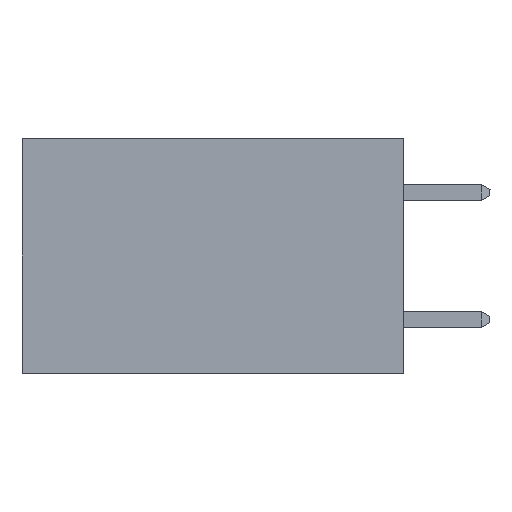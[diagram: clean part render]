
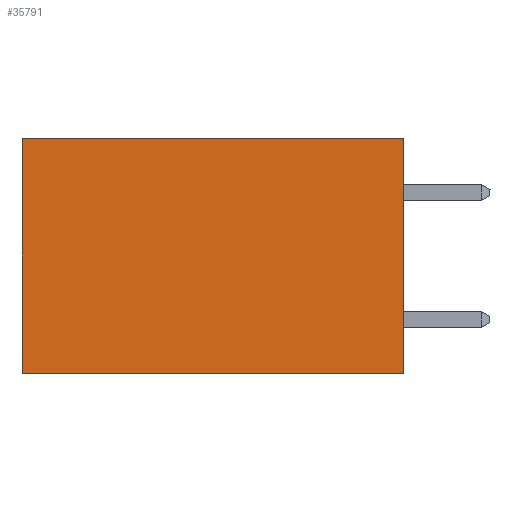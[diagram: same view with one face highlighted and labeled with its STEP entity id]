
A CAD part, left-side view. The second image highlights one B-rep face of the part: STEP entity #35791.
In plain terms, the highlighted planar face has unit normal (-1, 0, 0).
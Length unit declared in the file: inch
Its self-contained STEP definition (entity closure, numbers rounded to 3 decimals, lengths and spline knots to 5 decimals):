
#495 = EDGE_LOOP ( 'NONE', ( #7843, #23573, #39202, #19834 ) ) ;
#1400 = DIRECTION ( 'NONE',  ( 0., 0., -1. ) ) ;
#1618 = EDGE_CURVE ( 'NONE', #29413, #20204, #21265, .T. ) ;
#2466 = DIRECTION ( 'NONE',  ( 0., 1., 0. ) ) ;
#2653 = LINE ( 'NONE', #13580, #11473 ) ;
#4030 = AXIS2_PLACEMENT_3D ( 'NONE', #7109, #30177, #10481 ) ;
#4296 = CARTESIAN_POINT ( 'NONE',  ( 0.2875, 0.6, 0. ) ) ;
#6759 = VECTOR ( 'NONE', #1400, 39.37008 ) ;
#7109 = CARTESIAN_POINT ( 'NONE',  ( 0.2875, 0., 0. ) ) ;
#7348 = CARTESIAN_POINT ( 'NONE',  ( 0.2875, 0., 0. ) ) ;
#7843 = ORIENTED_EDGE ( 'NONE', *, *, #42364, .T. ) ;
#10090 = VERTEX_POINT ( 'NONE', #14556 ) ;
#10141 = CARTESIAN_POINT ( 'NONE',  ( 0.2875, 0.6, 0. ) ) ;
#10481 = DIRECTION ( 'NONE',  ( 0., 0., -1. ) ) ;
#11473 = VECTOR ( 'NONE', #29797, 39.37008 ) ;
#12317 = CARTESIAN_POINT ( 'NONE',  ( 0.2875, 0., 0. ) ) ;
#13580 = CARTESIAN_POINT ( 'NONE',  ( 0.2875, 0., -0.37 ) ) ;
#14556 = CARTESIAN_POINT ( 'NONE',  ( 0.2875, 0., -0.37 ) ) ;
#15319 = CARTESIAN_POINT ( 'NONE',  ( 0.2875, 0.6, -0.37 ) ) ;
#15459 = EDGE_CURVE ( 'NONE', #10090, #29686, #2653, .T. ) ;
#15610 = LINE ( 'NONE', #40731, #6759 ) ;
#17952 = FACE_OUTER_BOUND ( 'NONE', #495, .T. ) ;
#19834 = ORIENTED_EDGE ( 'NONE', *, *, #1618, .T. ) ;
#20204 = VERTEX_POINT ( 'NONE', #4296 ) ;
#20233 = VECTOR ( 'NONE', #2466, 39.37008 ) ;
#21265 = LINE ( 'NONE', #12317, #20233 ) ;
#23007 = VECTOR ( 'NONE', #39653, 39.37008 ) ;
#23573 = ORIENTED_EDGE ( 'NONE', *, *, #15459, .F. ) ;
#23587 = PLANE ( 'NONE',  #4030 ) ;
#27828 = EDGE_CURVE ( 'NONE', #29413, #10090, #15610, .T. ) ;
#29413 = VERTEX_POINT ( 'NONE', #7348 ) ;
#29686 = VERTEX_POINT ( 'NONE', #15319 ) ;
#29797 = DIRECTION ( 'NONE',  ( 0., 1., 0. ) ) ;
#30177 = DIRECTION ( 'NONE',  ( 1., 0., 0. ) ) ;
#35791 = ADVANCED_FACE ( 'NONE', ( #17952 ), #23587, .F. ) ;
#39202 = ORIENTED_EDGE ( 'NONE', *, *, #27828, .F. ) ;
#39653 = DIRECTION ( 'NONE',  ( 0., 0., -1. ) ) ;
#40731 = CARTESIAN_POINT ( 'NONE',  ( 0.2875, 0., 0. ) ) ;
#42364 = EDGE_CURVE ( 'NONE', #20204, #29686, #42371, .T. ) ;
#42371 = LINE ( 'NONE', #10141, #23007 ) ;
